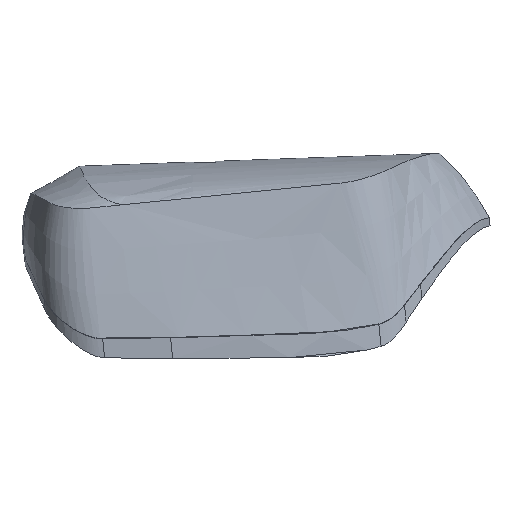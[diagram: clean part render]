
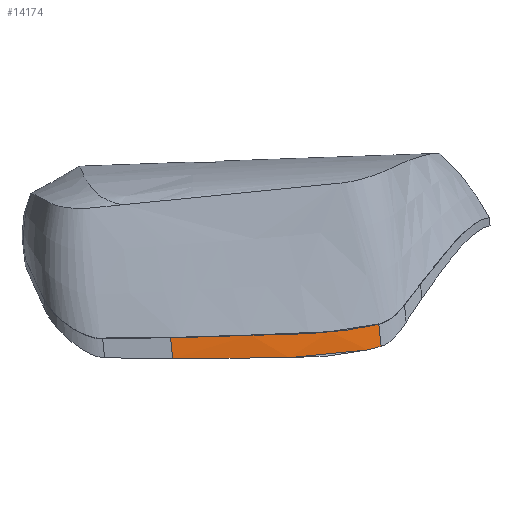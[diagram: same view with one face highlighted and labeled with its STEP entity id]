
A CAD part, front view. The second image highlights one B-rep face of the part: STEP entity #14174.
In plain terms, the highlighted free-form (B-spline) face has degree [3, 1] with [12, 2] control points.
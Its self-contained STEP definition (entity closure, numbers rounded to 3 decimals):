
#16 = CARTESIAN_POINT ( 'NONE',  ( 76.618, 12.03, 54.219 ) ) ;
#110 = CARTESIAN_POINT ( 'NONE',  ( 78.607, 12.421, 54.598 ) ) ;
#197 = CARTESIAN_POINT ( 'NONE',  ( 70.479, 10.941, 48.199 ) ) ;
#292 = CARTESIAN_POINT ( 'NONE',  ( 37.142, 8.765, 52.473 ) ) ;
#386 = CARTESIAN_POINT ( 'NONE',  ( 75.836, 11.771, 48.731 ) ) ;
#477 = CARTESIAN_POINT ( 'NONE',  ( 80.409, 12.85, 56.768 ) ) ;
#1009 = CARTESIAN_POINT ( 'NONE',  ( 78.041, 12.204, 48.95 ) ) ;
#1092 = CARTESIAN_POINT ( 'NONE',  ( 57.189, 9.619, 47.081 ) ) ;
#1114 = VECTOR ( 'NONE', #15449, 1000. ) ;
#1478 = VERTEX_POINT ( 'NONE', #3279 ) ;
#1486 = B_SPLINE_SURFACE_WITH_KNOTS ( 'NONE', 3, 1, ( 
 ( #477, #13787 ),
 ( #4891, #4609 ),
 ( #10741, #386 ),
 ( #1767, #197 ),
 ( #18194, #7620 ),
 ( #13874, #13695 ),
 ( #10553, #4795 ),
 ( #6054, #9083 ),
 ( #6432, #1856 ),
 ( #292, #6246 ),
 ( #10835, #1668 ),
 ( #6340, #12318 ) ),
 .UNSPECIFIED., .F., .F., .F.,
 ( 4, 2, 2, 2, 2, 4 ),
 ( 2, 2 ),
 ( 0.244, 0.369, 0.494, 0.744, 0.869, 1. ),
 ( 0., 1. ),
 .UNSPECIFIED. ) ;
#1490 = CARTESIAN_POINT ( 'NONE',  ( 79.597, 12.629, 54.804 ) ) ;
#1668 = CARTESIAN_POINT ( 'NONE',  ( 35.05, 8.704, 44.681 ) ) ;
#1717 = CARTESIAN_POINT ( 'NONE',  ( 70.479, 10.941, 48.199 ) ) ;
#1767 = CARTESIAN_POINT ( 'NONE',  ( 69.734, 10.941, 55.708 ) ) ;
#1783 = CARTESIAN_POINT ( 'NONE',  ( 72.604, 11.334, 53.594 ) ) ;
#1856 = CARTESIAN_POINT ( 'NONE',  ( 43.437, 8.931, 45.514 ) ) ;
#2203 = B_SPLINE_CURVE_WITH_KNOTS ( 'NONE', 3,
 ( #15122, #18493, #9684, #1717, #10606, #15672, #8020, #4663 ),
 .UNSPECIFIED., .F., .F.,
 ( 4, 2, 2, 4 ),
 ( 0.049, 0.125, 0.25, 0.337 ),
 .UNSPECIFIED. ) ;
#2564 = B_SPLINE_CURVE_WITH_KNOTS ( 'NONE', 3,
 ( #3341, #1490, #110, #16, #9192, #1783, #11950, #18209, #10471, #10756, #14988, #9288, #16552, #15280, #18299, #7825 ),
 .UNSPECIFIED., .F., .F.,
 ( 4, 2, 2, 2, 2, 2, 2, 4 ),
 ( 0., 0.003, 0.006, 0.012, 0.025, 0.037, 0.043, 0.049 ),
 .UNSPECIFIED. ) ;
#2760 = CARTESIAN_POINT ( 'NONE',  ( 48.023, 9.116, 47.14 ) ) ;
#3270 = CARTESIAN_POINT ( 'NONE',  ( 80.581, 12.85, 55.039 ) ) ;
#3279 = CARTESIAN_POINT ( 'NONE',  ( 78.041, 12.204, 48.95 ) ) ;
#3341 = CARTESIAN_POINT ( 'NONE',  ( 80.581, 12.85, 55.039 ) ) ;
#3362 = DIRECTION ( 'NONE',  ( 0.099, 0., -0.995 ) ) ;
#4022 = CARTESIAN_POINT ( 'NONE',  ( 36.555, 8.743, 46.985 ) ) ;
#4123 = CARTESIAN_POINT ( 'NONE',  ( 39.995, 8.832, 47.069 ) ) ;
#4609 = CARTESIAN_POINT ( 'NONE',  ( 78.503, 12.261, 48.996 ) ) ;
#4663 = CARTESIAN_POINT ( 'NONE',  ( 59.478, 9.8, 47.107 ) ) ;
#4738 = EDGE_CURVE ( 'NONE', #10125, #16328, #2564, .T. ) ;
#4795 = CARTESIAN_POINT ( 'NONE',  ( 54.278, 9.399, 46.591 ) ) ;
#4891 = CARTESIAN_POINT ( 'NONE',  ( 77.757, 12.261, 56.505 ) ) ;
#5018 = CARTESIAN_POINT ( 'NONE',  ( 76.234, 12.85, 98.82 ) ) ;
#5064 = CARTESIAN_POINT ( 'NONE',  ( 59.478, 9.8, 47.107 ) ) ;
#5657 = VERTEX_POINT ( 'NONE', #5064 ) ;
#6054 = CARTESIAN_POINT ( 'NONE',  ( 45.402, 9.03, 53.293 ) ) ;
#6246 = CARTESIAN_POINT ( 'NONE',  ( 37.888, 8.765, 44.963 ) ) ;
#6340 = CARTESIAN_POINT ( 'NONE',  ( 31.466, 8.696, 51.909 ) ) ;
#6432 = CARTESIAN_POINT ( 'NONE',  ( 42.691, 8.931, 53.024 ) ) ;
#6625 = EDGE_LOOP ( 'NONE', ( #16180, #12338, #19315, #8287, #10362, #9564 ) ) ;
#6949 = CARTESIAN_POINT ( 'NONE',  ( 79.073, 12.406, 49.193 ) ) ;
#7036 = CARTESIAN_POINT ( 'NONE',  ( 34.262, 8.702, 46.917 ) ) ;
#7114 = VERTEX_POINT ( 'NONE', #9573 ) ;
#7188 = VERTEX_POINT ( 'NONE', #11335 ) ;
#7502 = CARTESIAN_POINT ( 'NONE',  ( 31.471, 8.696, 51.864 ) ) ;
#7620 = CARTESIAN_POINT ( 'NONE',  ( 67.789, 10.601, 47.932 ) ) ;
#7825 = CARTESIAN_POINT ( 'NONE',  ( 31.471, 8.696, 51.864 ) ) ;
#8020 = CARTESIAN_POINT ( 'NONE',  ( 61.35, 9.949, 47.293 ) ) ;
#8287 = ORIENTED_EDGE ( 'NONE', *, *, #10432, .F. ) ;
#8424 = CARTESIAN_POINT ( 'NONE',  ( 80.094, 12.621, 49.466 ) ) ;
#9083 = CARTESIAN_POINT ( 'NONE',  ( 46.148, 9.03, 45.783 ) ) ;
#9192 = CARTESIAN_POINT ( 'NONE',  ( 75.618, 11.848, 54.05 ) ) ;
#9288 = CARTESIAN_POINT ( 'NONE',  ( 41.786, 8.901, 52.257 ) ) ;
#9564 = ORIENTED_EDGE ( 'NONE', *, *, #14314, .T. ) ;
#9573 = CARTESIAN_POINT ( 'NONE',  ( 31.967, 8.696, 46.867 ) ) ;
#9684 = CARTESIAN_POINT ( 'NONE',  ( 74.79, 11.609, 48.627 ) ) ;
#9976 = CARTESIAN_POINT ( 'NONE',  ( 31.967, 8.696, 46.867 ) ) ;
#10125 = VERTEX_POINT ( 'NONE', #3270 ) ;
#10175 = CARTESIAN_POINT ( 'NONE',  ( 50.316, 9.219, 47.122 ) ) ;
#10362 = ORIENTED_EDGE ( 'NONE', *, *, #4738, .T. ) ;
#10432 = EDGE_CURVE ( 'NONE', #10125, #7188, #18412, .T. ) ;
#10471 = CARTESIAN_POINT ( 'NONE',  ( 60.341, 9.883, 52.658 ) ) ;
#10553 = CARTESIAN_POINT ( 'NONE',  ( 53.533, 9.399, 54.1 ) ) ;
#10593 = EDGE_CURVE ( 'NONE', #7188, #1478, #15127, .T. ) ;
#10606 = CARTESIAN_POINT ( 'NONE',  ( 67.789, 10.601, 47.932 ) ) ;
#10741 = CARTESIAN_POINT ( 'NONE',  ( 75.09, 11.771, 56.24 ) ) ;
#10756 = CARTESIAN_POINT ( 'NONE',  ( 52.1, 9.318, 52.459 ) ) ;
#10835 = CARTESIAN_POINT ( 'NONE',  ( 34.304, 8.704, 52.191 ) ) ;
#11261 = CARTESIAN_POINT ( 'NONE',  ( 81.104, 12.85, 49.768 ) ) ;
#11335 = CARTESIAN_POINT ( 'NONE',  ( 81.104, 12.85, 49.768 ) ) ;
#11384 = VECTOR ( 'NONE', #3362, 1000. ) ;
#11447 = CARTESIAN_POINT ( 'NONE',  ( 43.436, 8.942, 47.124 ) ) ;
#11950 = CARTESIAN_POINT ( 'NONE',  ( 70.576, 11.036, 53.36 ) ) ;
#12318 = CARTESIAN_POINT ( 'NONE',  ( 32.212, 8.696, 44.4 ) ) ;
#12338 = ORIENTED_EDGE ( 'NONE', *, *, #16726, .F. ) ;
#13695 = CARTESIAN_POINT ( 'NONE',  ( 59.693, 9.747, 47.128 ) ) ;
#13787 = CARTESIAN_POINT ( 'NONE',  ( 81.154, 12.85, 49.259 ) ) ;
#13874 = CARTESIAN_POINT ( 'NONE',  ( 58.948, 9.747, 54.638 ) ) ;
#14174 = ADVANCED_FACE ( 'NONE', ( #18006 ), #1486, .T. ) ;
#14314 = EDGE_CURVE ( 'NONE', #16328, #7114, #18756, .T. ) ;
#14880 = CARTESIAN_POINT ( 'NONE',  ( 44.582, 8.982, 47.132 ) ) ;
#14988 = CARTESIAN_POINT ( 'NONE',  ( 47.974, 9.125, 52.415 ) ) ;
#15122 = CARTESIAN_POINT ( 'NONE',  ( 78.041, 12.204, 48.95 ) ) ;
#15127 = B_SPLINE_CURVE_WITH_KNOTS ( 'NONE', 3,
 ( #11261, #8424, #6949, #1009 ),
 .UNSPECIFIED., .F., .F.,
 ( 4, 4 ),
 ( 0., 0.003 ),
 .UNSPECIFIED. ) ;
#15280 = CARTESIAN_POINT ( 'NONE',  ( 35.598, 8.735, 52.027 ) ) ;
#15449 = DIRECTION ( 'NONE',  ( 0.099, 0., -0.995 ) ) ;
#15672 = CARTESIAN_POINT ( 'NONE',  ( 63.222, 10.119, 47.478 ) ) ;
#16180 = ORIENTED_EDGE ( 'NONE', *, *, #19323, .F. ) ;
#16328 = VERTEX_POINT ( 'NONE', #7502 ) ;
#16346 = CARTESIAN_POINT ( 'NONE',  ( 54.899, 9.471, 47.092 ) ) ;
#16552 = CARTESIAN_POINT ( 'NONE',  ( 39.724, 8.835, 52.186 ) ) ;
#16726 = EDGE_CURVE ( 'NONE', #1478, #5657, #2203, .T. ) ;
#17101 = CARTESIAN_POINT ( 'NONE',  ( 27.291, 8.696, 93.961 ) ) ;
#17424 = CARTESIAN_POINT ( 'NONE',  ( 41.142, 8.867, 47.093 ) ) ;
#17522 = CARTESIAN_POINT ( 'NONE',  ( 59.478, 9.8, 47.107 ) ) ;
#18006 = FACE_OUTER_BOUND ( 'NONE', #6625, .T. ) ;
#18194 = CARTESIAN_POINT ( 'NONE',  ( 67.044, 10.601, 55.441 ) ) ;
#18209 = CARTESIAN_POINT ( 'NONE',  ( 64.45, 10.255, 52.813 ) ) ;
#18299 = CARTESIAN_POINT ( 'NONE',  ( 33.535, 8.702, 51.941 ) ) ;
#18412 = LINE ( 'NONE', #5018, #11384 ) ;
#18493 = CARTESIAN_POINT ( 'NONE',  ( 76.418, 11.89, 48.789 ) ) ;
#18756 = LINE ( 'NONE', #17101, #1114 ) ;
#19222 = B_SPLINE_CURVE_WITH_KNOTS ( 'NONE', 3,
 ( #17522, #1092, #16346, #10175, #2760, #14880, #11447, #17424, #4123, #4022, #7036, #9976 ),
 .UNSPECIFIED., .F., .F.,
 ( 4, 2, 2, 2, 2, 4 ),
 ( 0., 0.007, 0.014, 0.017, 0.021, 0.028 ),
 .UNSPECIFIED. ) ;
#19315 = ORIENTED_EDGE ( 'NONE', *, *, #10593, .F. ) ;
#19323 = EDGE_CURVE ( 'NONE', #5657, #7114, #19222, .T. ) ;
